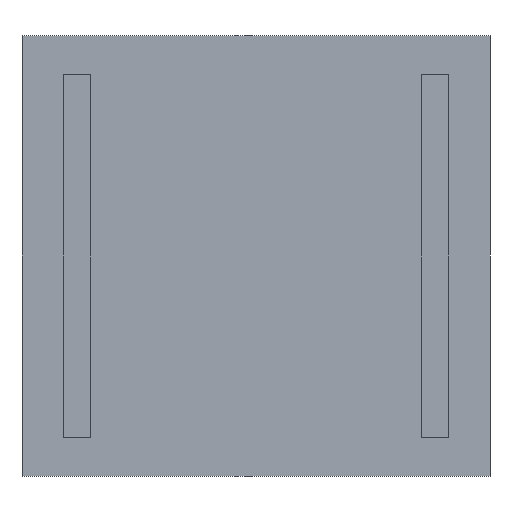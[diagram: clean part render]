
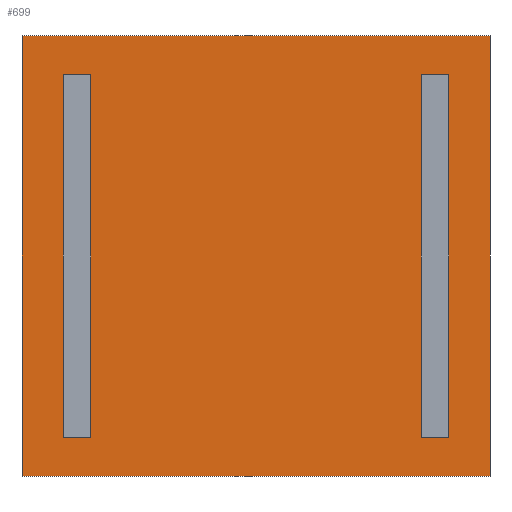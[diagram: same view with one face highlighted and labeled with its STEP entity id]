
A CAD part, front view. The second image highlights one B-rep face of the part: STEP entity #699.
In plain terms, the highlighted planar face has unit normal (0, -1, 0).
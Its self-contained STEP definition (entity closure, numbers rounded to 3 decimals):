
#21=FACE_BOUND('',#95,.T.);
#53=FACE_OUTER_BOUND('',#94,.T.);
#94=EDGE_LOOP('',(#571,#572,#573,#574));
#95=EDGE_LOOP('',(#575,#576,#577,#578));
#167=LINE('',#1096,#255);
#168=LINE('',#1098,#256);
#169=LINE('',#1100,#257);
#170=LINE('',#1101,#258);
#171=LINE('',#1104,#259);
#172=LINE('',#1106,#260);
#173=LINE('',#1108,#261);
#174=LINE('',#1109,#262);
#255=VECTOR('',#899,10.);
#256=VECTOR('',#900,10.);
#257=VECTOR('',#901,10.);
#258=VECTOR('',#902,10.);
#259=VECTOR('',#903,10.);
#260=VECTOR('',#904,10.);
#261=VECTOR('',#905,10.);
#262=VECTOR('',#906,10.);
#331=VERTEX_POINT('',#1094);
#332=VERTEX_POINT('',#1095);
#333=VERTEX_POINT('',#1097);
#334=VERTEX_POINT('',#1099);
#335=VERTEX_POINT('',#1102);
#336=VERTEX_POINT('',#1103);
#337=VERTEX_POINT('',#1105);
#338=VERTEX_POINT('',#1107);
#415=EDGE_CURVE('',#331,#332,#167,.T.);
#416=EDGE_CURVE('',#332,#333,#168,.T.);
#417=EDGE_CURVE('',#333,#334,#169,.T.);
#418=EDGE_CURVE('',#334,#331,#170,.T.);
#419=EDGE_CURVE('',#335,#336,#171,.T.);
#420=EDGE_CURVE('',#337,#335,#172,.T.);
#421=EDGE_CURVE('',#338,#337,#173,.T.);
#422=EDGE_CURVE('',#338,#336,#174,.T.);
#571=ORIENTED_EDGE('',*,*,#415,.T.);
#572=ORIENTED_EDGE('',*,*,#416,.T.);
#573=ORIENTED_EDGE('',*,*,#417,.T.);
#574=ORIENTED_EDGE('',*,*,#418,.T.);
#575=ORIENTED_EDGE('',*,*,#419,.F.);
#576=ORIENTED_EDGE('',*,*,#420,.F.);
#577=ORIENTED_EDGE('',*,*,#421,.F.);
#578=ORIENTED_EDGE('',*,*,#422,.T.);
#660=PLANE('',#761);
#699=ADVANCED_FACE('',(#53,#21),#660,.F.);
#761=AXIS2_PLACEMENT_3D('',#1093,#897,#898);
#897=DIRECTION('center_axis',(0.,1.,0.));
#898=DIRECTION('ref_axis',(1.,0.,0.));
#899=DIRECTION('',(1.,0.,0.));
#900=DIRECTION('',(0.,0.,1.));
#901=DIRECTION('',(-1.,0.,0.));
#902=DIRECTION('',(0.,0.,-1.));
#903=DIRECTION('',(1.,0.,0.));
#904=DIRECTION('',(0.,0.,-1.));
#905=DIRECTION('',(-1.,0.,0.));
#906=DIRECTION('',(0.,0.,-1.));
#1093=CARTESIAN_POINT('Origin',(0.,0.,0.));
#1094=CARTESIAN_POINT('',(-17.,0.,-16.));
#1095=CARTESIAN_POINT('',(17.,0.,-16.));
#1096=CARTESIAN_POINT('',(-17.,0.,-16.));
#1097=CARTESIAN_POINT('',(17.,0.,16.));
#1098=CARTESIAN_POINT('',(17.,0.,-16.));
#1099=CARTESIAN_POINT('',(-17.,0.,16.));
#1100=CARTESIAN_POINT('',(17.,0.,16.));
#1101=CARTESIAN_POINT('',(-17.,0.,16.));
#1102=CARTESIAN_POINT('',(-14.,0.,-13.176));
#1103=CARTESIAN_POINT('',(-12.,0.,-13.176));
#1104=CARTESIAN_POINT('',(-14.,0.,-13.176));
#1105=CARTESIAN_POINT('',(-14.,0.,13.176));
#1106=CARTESIAN_POINT('',(-14.,0.,13.176));
#1107=CARTESIAN_POINT('',(-12.,0.,13.176));
#1108=CARTESIAN_POINT('',(-12.,0.,13.176));
#1109=CARTESIAN_POINT('',(-12.,0.,13.176));
